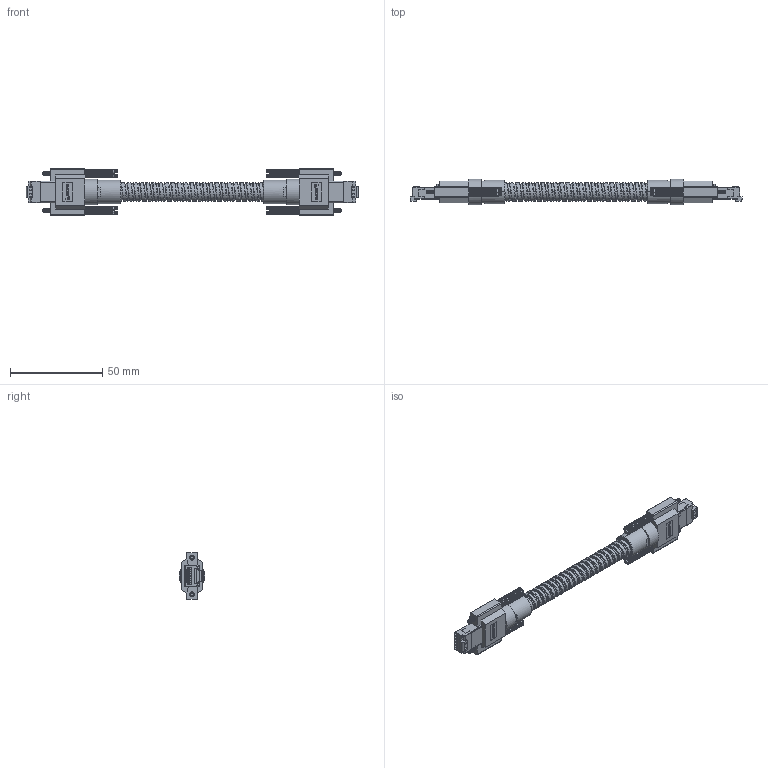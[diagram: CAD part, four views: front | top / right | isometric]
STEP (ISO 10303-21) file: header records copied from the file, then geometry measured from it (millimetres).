
FILE_DESCRIPTION (( 'STEP AP214' ), '1' );
FILE_NAME ('TRG513-T4S_3D.STEP', '2021-02-05T20:24:08', ( '' ), ( '' ), 'SwSTEP 2.0', 'SolidWorks 2018', '' );
FILE_SCHEMA (( 'AUTOMOTIVE_DESIGN' ));
Length unit declared in the file: millimetre
Products named in the file (12): 1AD03-056-MA2_NO INCLUDE LATCH; 1AL03-122_LENGTH=130MM; 1AD03-056-MA1___; TRG513-T4S_3D; 1AJ06-103; MTN-978_W.O CBL; MTN-971; 1AY06-084-ALT_CUT OFF FOR MOLD; 1AD03-056___; 1AD03-056-MA4; 1AD03-056-MA3_CANCLED CLAW ; 1AJ09-093
Assembly tree (25 placements, depth 3):
  TRG513-T4S_3D
    1AL03-122_LENGTH=130MM
    1AJ09-093  x2
    1AY06-084-ALT_CUT OFF FOR MOLD
    MTN-971  x2
    1AJ06-103  x4
    1AD03-056___  x2
      1AD03-056-MA1___
      1AD03-056-MA2_NO INCLUDE LATCH
      1AD03-056-MA3_CANCLED CLAW 
      1AD03-056-MA4
    MTN-978_W.O CBL  x2
Bounding box: 180.25 x 14 x 25.5 mm (x, y, z)
Volume: 22975.2 mm3; surface area: 28698.5 mm2
Topology: 34 solids, 34 shells, 2296 faces, 6347 edges, 4109 vertices
Faces by surface type: plane 1174, cylinder 858, bspline 134, cone 100, torus 26, sphere 4
Entity records: 105102 total; most frequent: CARTESIAN_POINT 81875, ORIENTED_EDGE 5038, DIRECTION 4123, EDGE_CURVE 2519, VERTEX_POINT 1633, LINE 1575, VECTOR 1575, AXIS2_PLACEMENT_3D 1274
